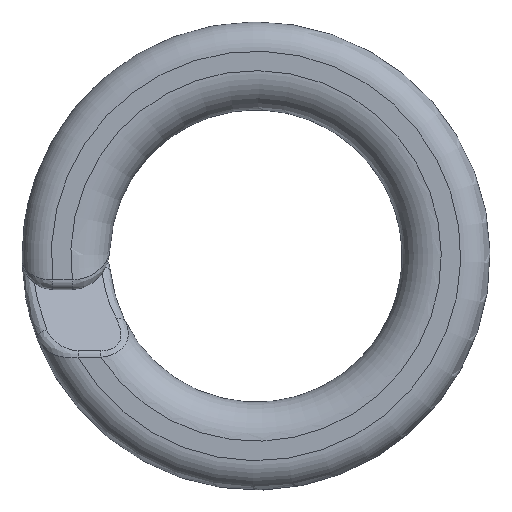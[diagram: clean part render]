
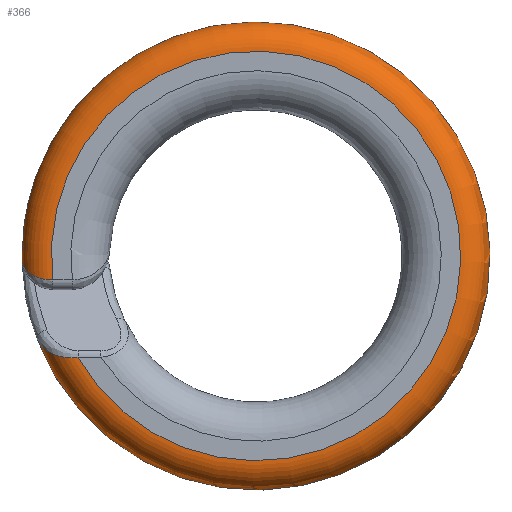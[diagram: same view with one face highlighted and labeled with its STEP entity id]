
A CAD part, top view. The second image highlights one B-rep face of the part: STEP entity #366.
In plain terms, the highlighted toroidal (fillet/blend) face has major radius 10.5 mm and minor radius 1.5 mm.
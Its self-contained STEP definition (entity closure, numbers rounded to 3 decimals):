
#15=TOROIDAL_SURFACE('',#414,10.5,1.5);
#60=FACE_OUTER_BOUND('',#86,.T.);
#86=EDGE_LOOP('',(#269,#270,#271,#272));
#109=B_SPLINE_CURVE_WITH_KNOTS('',3,(#819,#820,#821,#822,#823,#824),
 .UNSPECIFIED.,.F.,.F.,(4,1,1,4),(-0.232,-0.133,
-0.066,0.),.UNSPECIFIED.);
#111=B_SPLINE_CURVE_WITH_KNOTS('',3,(#866,#867,#868,#869,#870,#871,#872,
#873,#874,#875,#876,#877,#878,#879,#880,#881,#882,#883,#884,#885,#886,#887,
#888,#889,#890,#891,#892,#893,#894,#895,#896,#897,#898,#899,#900,#901,#902,
#903,#904,#905,#906,#907,#908,#909,#910,#911,#912,#913,#914),
 .UNSPECIFIED.,.F.,.F.,(4,3,3,3,3,3,3,3,3,3,3,3,3,3,3,3,4),(-0.784,
-0.775,-0.767,-0.758,-0.756,
-0.746,-0.735,-0.727,-0.722,
-0.705,-0.687,-0.674,-0.67,
-0.643,-0.616,-0.609,-0.584),
 .UNSPECIFIED.);
#129=CIRCLE('',#412,10.5);
#131=CIRCLE('',#415,12.);
#158=VERTEX_POINT('',#776);
#160=VERTEX_POINT('',#817);
#161=VERTEX_POINT('',#858);
#163=VERTEX_POINT('',#864);
#197=EDGE_CURVE('',#160,#158,#109,.T.);
#201=EDGE_CURVE('',#161,#158,#129,.T.);
#204=EDGE_CURVE('',#160,#163,#131,.T.);
#205=EDGE_CURVE('',#161,#163,#111,.T.);
#269=ORIENTED_EDGE('',*,*,#197,.F.);
#270=ORIENTED_EDGE('',*,*,#204,.T.);
#271=ORIENTED_EDGE('',*,*,#205,.F.);
#272=ORIENTED_EDGE('',*,*,#201,.T.);
#366=ADVANCED_FACE('',(#60),#15,.T.);
#412=AXIS2_PLACEMENT_3D('',#859,#477,#478);
#414=AXIS2_PLACEMENT_3D('',#863,#482,#483);
#415=AXIS2_PLACEMENT_3D('',#865,#484,#485);
#477=DIRECTION('center_axis',(0.,0.,-1.));
#478=DIRECTION('ref_axis',(0.949,0.314,0.));
#482=DIRECTION('center_axis',(0.,0.,1.));
#483=DIRECTION('ref_axis',(0.971,0.239,0.));
#484=DIRECTION('center_axis',(0.,0.,1.));
#485=DIRECTION('ref_axis',(0.949,0.314,0.));
#776=CARTESIAN_POINT('',(-104.124,64.804,6.5));
#817=CARTESIAN_POINT('',(-106.204,65.701,5.));
#819=CARTESIAN_POINT('Ctrl Pts',(-106.204,65.701,5.));
#820=CARTESIAN_POINT('Ctrl Pts',(-106.11,65.458,5.326));
#821=CARTESIAN_POINT('Ctrl Pts',(-105.773,65.098,5.831));
#822=CARTESIAN_POINT('Ctrl Pts',(-105.001,64.793,6.346));
#823=CARTESIAN_POINT('Ctrl Pts',(-104.428,64.756,6.5));
#824=CARTESIAN_POINT('Ctrl Pts',(-104.124,64.804,6.5));
#858=CARTESIAN_POINT('',(-105.428,68.773,6.5));
#859=CARTESIAN_POINT('Origin',(-95.,70.,6.5));
#863=CARTESIAN_POINT('Origin',(-95.,70.,5.));
#864=CARTESIAN_POINT('',(-106.999,69.844,5.));
#865=CARTESIAN_POINT('Origin',(-95.,70.,5.));
#866=CARTESIAN_POINT('Ctrl Pts',(-105.428,68.773,6.5));
#867=CARTESIAN_POINT('Ctrl Pts',(-105.47,68.772,6.5));
#868=CARTESIAN_POINT('Ctrl Pts',(-105.512,68.771,6.498));
#869=CARTESIAN_POINT('Ctrl Pts',(-105.554,68.772,6.495));
#870=CARTESIAN_POINT('Ctrl Pts',(-105.596,68.773,6.491));
#871=CARTESIAN_POINT('Ctrl Pts',(-105.638,68.775,6.486));
#872=CARTESIAN_POINT('Ctrl Pts',(-105.679,68.779,6.479));
#873=CARTESIAN_POINT('Ctrl Pts',(-105.721,68.782,6.471));
#874=CARTESIAN_POINT('Ctrl Pts',(-105.763,68.787,6.462));
#875=CARTESIAN_POINT('Ctrl Pts',(-105.804,68.793,6.452));
#876=CARTESIAN_POINT('Ctrl Pts',(-105.812,68.794,6.45));
#877=CARTESIAN_POINT('Ctrl Pts',(-105.82,68.796,6.448));
#878=CARTESIAN_POINT('Ctrl Pts',(-105.828,68.797,6.446));
#879=CARTESIAN_POINT('Ctrl Pts',(-105.876,68.804,6.433));
#880=CARTESIAN_POINT('Ctrl Pts',(-105.921,68.813,6.418));
#881=CARTESIAN_POINT('Ctrl Pts',(-105.966,68.824,6.402));
#882=CARTESIAN_POINT('Ctrl Pts',(-106.013,68.835,6.385));
#883=CARTESIAN_POINT('Ctrl Pts',(-106.058,68.847,6.366));
#884=CARTESIAN_POINT('Ctrl Pts',(-106.102,68.861,6.345));
#885=CARTESIAN_POINT('Ctrl Pts',(-106.136,68.872,6.329));
#886=CARTESIAN_POINT('Ctrl Pts',(-106.168,68.883,6.312));
#887=CARTESIAN_POINT('Ctrl Pts',(-106.2,68.895,6.295));
#888=CARTESIAN_POINT('Ctrl Pts',(-106.219,68.902,6.284));
#889=CARTESIAN_POINT('Ctrl Pts',(-106.238,68.91,6.273));
#890=CARTESIAN_POINT('Ctrl Pts',(-106.256,68.917,6.262));
#891=CARTESIAN_POINT('Ctrl Pts',(-106.317,68.943,6.225));
#892=CARTESIAN_POINT('Ctrl Pts',(-106.374,68.971,6.185));
#893=CARTESIAN_POINT('Ctrl Pts',(-106.428,69.002,6.142));
#894=CARTESIAN_POINT('Ctrl Pts',(-106.484,69.034,6.096));
#895=CARTESIAN_POINT('Ctrl Pts',(-106.536,69.068,6.048));
#896=CARTESIAN_POINT('Ctrl Pts',(-106.584,69.105,5.997));
#897=CARTESIAN_POINT('Ctrl Pts',(-106.62,69.132,5.96));
#898=CARTESIAN_POINT('Ctrl Pts',(-106.653,69.16,5.921));
#899=CARTESIAN_POINT('Ctrl Pts',(-106.683,69.188,5.882));
#900=CARTESIAN_POINT('Ctrl Pts',(-106.694,69.198,5.869));
#901=CARTESIAN_POINT('Ctrl Pts',(-106.704,69.208,5.855));
#902=CARTESIAN_POINT('Ctrl Pts',(-106.714,69.218,5.842));
#903=CARTESIAN_POINT('Ctrl Pts',(-106.772,69.276,5.762));
#904=CARTESIAN_POINT('Ctrl Pts',(-106.821,69.337,5.679));
#905=CARTESIAN_POINT('Ctrl Pts',(-106.861,69.4,5.595));
#906=CARTESIAN_POINT('Ctrl Pts',(-106.902,69.464,5.508));
#907=CARTESIAN_POINT('Ctrl Pts',(-106.934,69.53,5.419));
#908=CARTESIAN_POINT('Ctrl Pts',(-106.957,69.597,5.329));
#909=CARTESIAN_POINT('Ctrl Pts',(-106.963,69.615,5.305));
#910=CARTESIAN_POINT('Ctrl Pts',(-106.968,69.633,5.281));
#911=CARTESIAN_POINT('Ctrl Pts',(-106.973,69.651,5.257));
#912=CARTESIAN_POINT('Ctrl Pts',(-106.989,69.715,5.172));
#913=CARTESIAN_POINT('Ctrl Pts',(-106.998,69.779,5.086));
#914=CARTESIAN_POINT('Ctrl Pts',(-106.999,69.844,5.));
